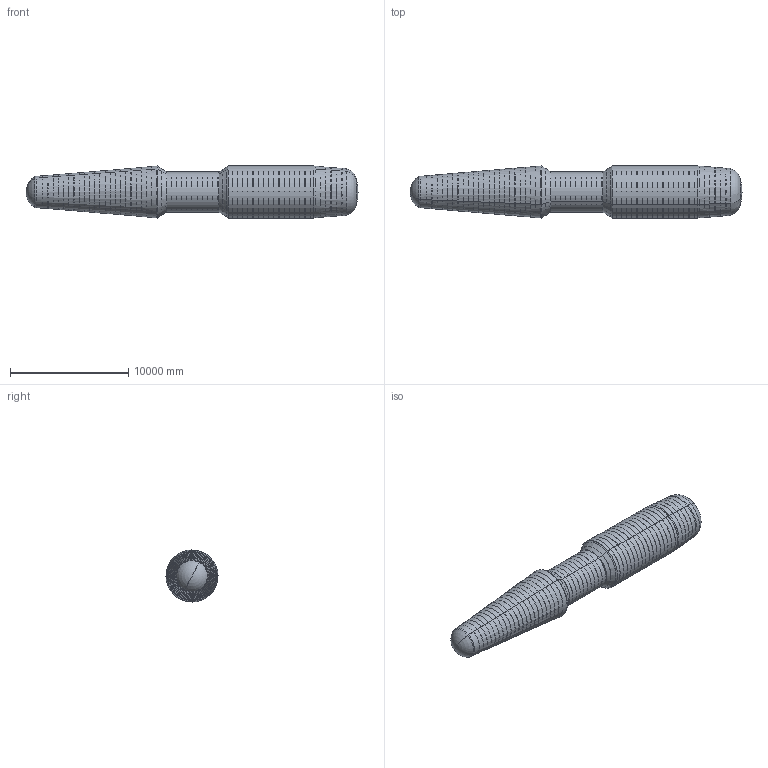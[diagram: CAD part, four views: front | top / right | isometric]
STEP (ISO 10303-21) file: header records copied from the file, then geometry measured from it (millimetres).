
FILE_DESCRIPTION(('CATIA V5 STEP'),'2;1');
FILE_NAME('P141_PHULL.stp','2016-09-07T13:44:33+00:00',('DHKIM'),('Dodaam'),'CATIA Version 5 Release 20 GA (IN-10)','CATIA V5 STEP AP203 Edition 2','');
FILE_SCHEMA(('AP203_CONFIGURATION_CONTROLLED_3D_DESIGN_OF_MECHANICAL_PARTS_AND_ASSEMBLIES_MIM_LF { 1 0 10303 403 2 1 2}'));
Length unit declared in the file: millimetre
Products named in the file (1): P141_PHULL
Bounding box: 28050 x 4399.8 x 4399.8 mm (x, y, z)
Volume: 9655465278.3 mm3; surface area: 1071876503.8 mm2
Topology: 1 solids, 2 shells, 746 faces, 1496 edges, 982 vertices
Faces by surface type: cylinder 414, plane 236, cone 82, sphere 8, revolution 4, torus 2
Entity records: 16781 total; most frequent: ORIENTED_EDGE 2976, CARTESIAN_POINT 2821, DIRECTION 2138, EDGE_CURVE 1488, AXIS2_PLACEMENT_3D 1317, CIRCLE 992, VERTEX_POINT 982, EDGE_LOOP 982
